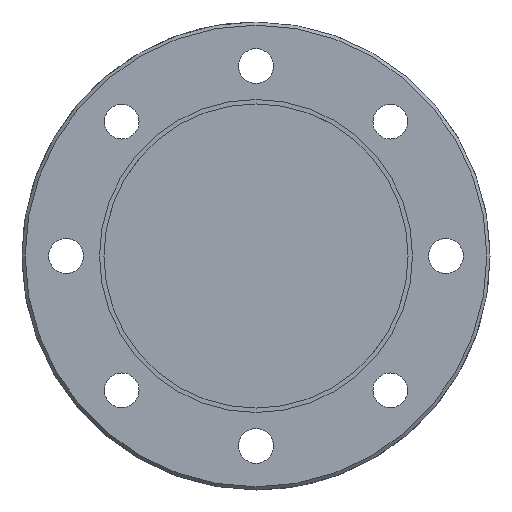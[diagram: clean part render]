
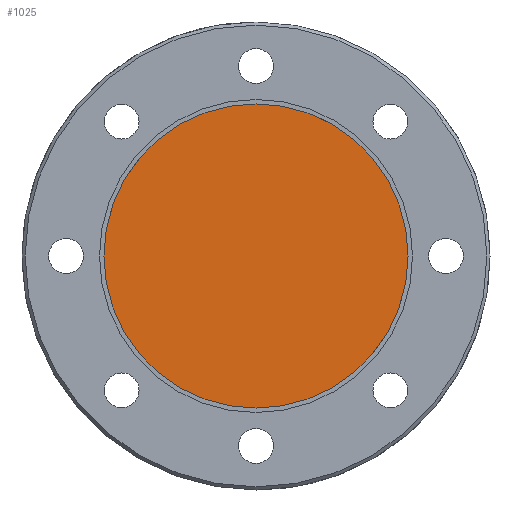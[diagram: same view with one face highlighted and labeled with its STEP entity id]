
A CAD part, front view. The second image highlights one B-rep face of the part: STEP entity #1025.
In plain terms, the highlighted planar face has unit normal (0, -1, 0).
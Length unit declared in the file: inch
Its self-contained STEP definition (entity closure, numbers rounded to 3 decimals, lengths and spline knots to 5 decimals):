
#357 = VERTEX_POINT ( 'NONE', #893 ) ;
#358 = VERTEX_POINT ( 'NONE', #892 ) ;
#519 = ORIENTED_EDGE ( 'NONE', *, *, #4065, .F. ) ;
#520 = ORIENTED_EDGE ( 'NONE', *, *, #4092, .F. ) ;
#762 = EDGE_LOOP ( 'NONE', ( #519, #520 ) ) ;
#892 = CARTESIAN_POINT ( 'NONE',  ( 0., 0.014, -1.4525 ) ) ;
#893 = CARTESIAN_POINT ( 'NONE',  ( 0., 0.014, 1.4525 ) ) ;
#1025 = ADVANCED_FACE ( 'NONE', ( #3958 ), #2672, .T. ) ;
#1650 = DIRECTION ( 'NONE',  ( 0., 0., 1. ) ) ;
#1651 = DIRECTION ( 'NONE',  ( 0., 1., 0. ) ) ;
#1652 = CARTESIAN_POINT ( 'NONE',  ( 0., 0.014, 0. ) ) ;
#2034 = AXIS2_PLACEMENT_3D ( 'NONE', #2674, #2668, #2666 ) ;
#2666 = DIRECTION ( 'NONE',  ( 0., 0., -1. ) ) ;
#2668 = DIRECTION ( 'NONE',  ( 0., -1., 0. ) ) ;
#2672 = PLANE ( 'NONE',  #2034 ) ;
#2674 = CARTESIAN_POINT ( 'NONE',  ( 0., 0.014, 0. ) ) ;
#2794 = DIRECTION ( 'NONE',  ( 0., 0., 1. ) ) ;
#2795 = DIRECTION ( 'NONE',  ( 0., 1., 0. ) ) ;
#2796 = CARTESIAN_POINT ( 'NONE',  ( 0., 0.014, 0. ) ) ;
#2999 = AXIS2_PLACEMENT_3D ( 'NONE', #1652, #1651, #1650 ) ;
#3012 = AXIS2_PLACEMENT_3D ( 'NONE', #2796, #2795, #2794 ) ;
#3716 = CIRCLE ( 'NONE', #2999, 1.4525 ) ;
#3745 = CIRCLE ( 'NONE', #3012, 1.4525 ) ;
#3958 = FACE_OUTER_BOUND ( 'NONE', #762, .T. ) ;
#4065 = EDGE_CURVE ( 'NONE', #357, #358, #3745, .T. ) ;
#4092 = EDGE_CURVE ( 'NONE', #358, #357, #3716, .T. ) ;
